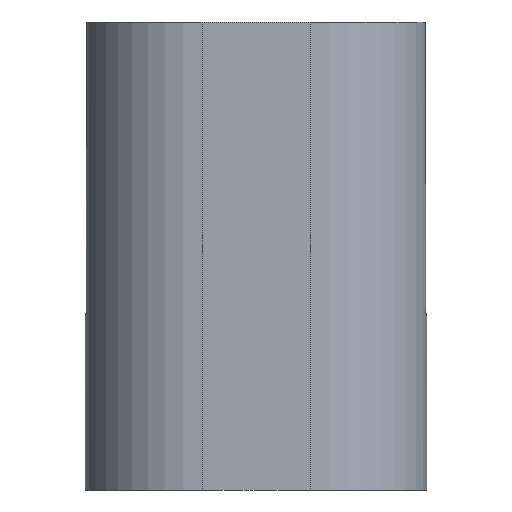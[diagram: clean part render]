
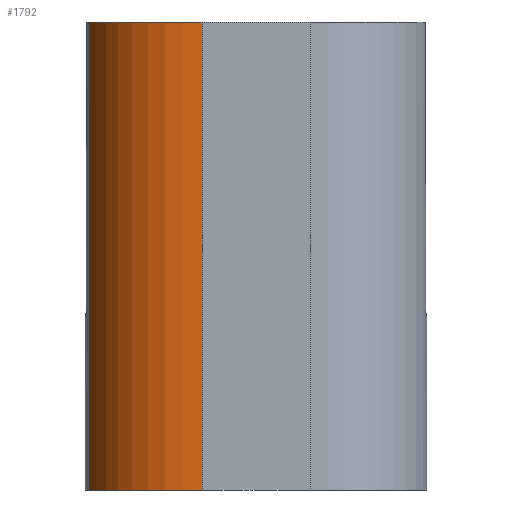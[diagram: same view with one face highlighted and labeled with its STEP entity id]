
A CAD part, front view. The second image highlights one B-rep face of the part: STEP entity #1792.
In plain terms, the highlighted cylindrical face has radius 9.891 mm (diameter 19.781 mm), a partial arc.
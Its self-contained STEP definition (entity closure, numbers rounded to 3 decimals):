
#102=FACE_OUTER_BOUND('',#212,.T.);
#212=EDGE_LOOP('',(#1307,#1308,#1309,#1310));
#450=LINE('',#3353,#538);
#460=LINE('',#3391,#548);
#538=VECTOR('',#2313,39.);
#548=VECTOR('',#2353,39.);
#605=CIRCLE('',#1922,9.891);
#636=CIRCLE('',#1979,9.891);
#711=VERTEX_POINT('',#2850);
#712=VERTEX_POINT('',#2852);
#768=VERTEX_POINT('',#3351);
#777=VERTEX_POINT('',#3372);
#899=EDGE_CURVE('',#712,#711,#605,.T.);
#964=EDGE_CURVE('',#711,#768,#450,.T.);
#975=EDGE_CURVE('',#777,#768,#636,.T.);
#984=EDGE_CURVE('',#712,#777,#460,.T.);
#1307=ORIENTED_EDGE('',*,*,#975,.F.);
#1308=ORIENTED_EDGE('',*,*,#984,.F.);
#1309=ORIENTED_EDGE('',*,*,#899,.T.);
#1310=ORIENTED_EDGE('',*,*,#964,.T.);
#1734=CYLINDRICAL_SURFACE('',#1985,9.891);
#1792=ADVANCED_FACE('',(#102),#1734,.T.);
#1922=AXIS2_PLACEMENT_3D('',#2853,#2200,#2201);
#1979=AXIS2_PLACEMENT_3D('',#3374,#2333,#2334);
#1985=AXIS2_PLACEMENT_3D('',#3390,#2351,#2352);
#2200=DIRECTION('center_axis',(0.,0.,-1.));
#2201=DIRECTION('ref_axis',(-1.,0.,0.));
#2313=DIRECTION('',(0.,0.,-1.));
#2333=DIRECTION('center_axis',(0.,0.,-1.));
#2334=DIRECTION('ref_axis',(-1.,0.,0.));
#2351=DIRECTION('center_axis',(0.,0.,-1.));
#2352=DIRECTION('ref_axis',(-1.,0.,0.));
#2353=DIRECTION('',(0.,0.,-1.));
#2850=CARTESIAN_POINT('',(-13.909,-2.157,39.));
#2852=CARTESIAN_POINT('',(-4.5,-9.,39.));
#2853=CARTESIAN_POINT('Origin',(-4.5,0.891,39.));
#3351=CARTESIAN_POINT('',(-13.909,-2.157,0.));
#3353=CARTESIAN_POINT('',(-13.909,-2.157,39.));
#3372=CARTESIAN_POINT('',(-4.5,-9.,0.));
#3374=CARTESIAN_POINT('Origin',(-4.5,0.891,0.));
#3390=CARTESIAN_POINT('Origin',(-4.5,0.891,39.));
#3391=CARTESIAN_POINT('',(-4.5,-9.,39.));
